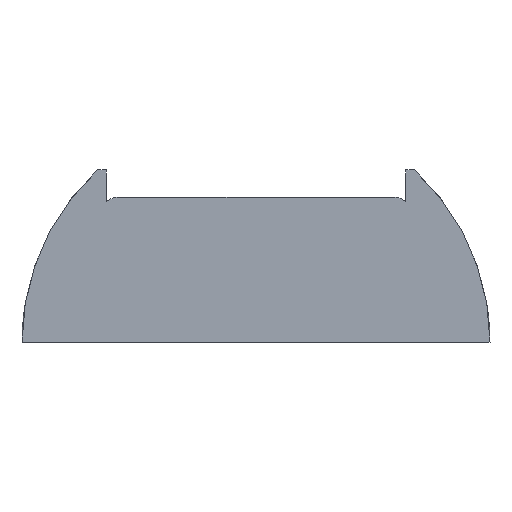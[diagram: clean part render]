
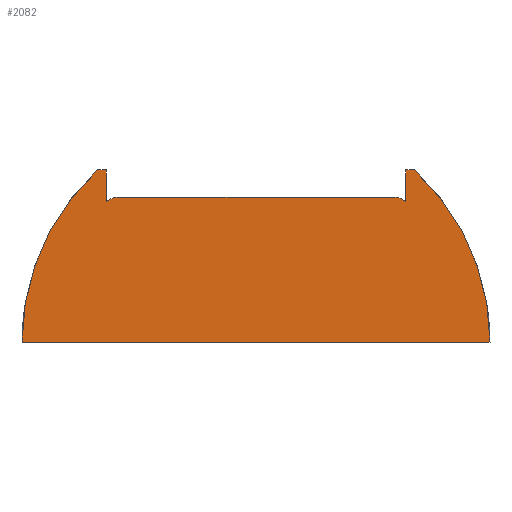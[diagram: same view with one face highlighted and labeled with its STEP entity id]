
A CAD part, front view. The second image highlights one B-rep face of the part: STEP entity #2082.
In plain terms, the highlighted planar face has unit normal (0, -1, 0).
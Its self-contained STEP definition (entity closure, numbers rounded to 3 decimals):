
#196=FACE_OUTER_BOUND('',#312,.T.);
#312=EDGE_LOOP('',(#1912,#1913,#1914,#1915,#1916,#1917,#1918,#1919,#1920,
#1921));
#351=LINE('',#3115,#546);
#354=LINE('',#3121,#549);
#400=LINE('',#3271,#595);
#503=LINE('',#3678,#698);
#505=LINE('',#3682,#700);
#507=LINE('',#3688,#702);
#546=VECTOR('',#2414,10.);
#549=VECTOR('',#2419,10.);
#595=VECTOR('',#2547,10.);
#698=VECTOR('',#2864,10.);
#700=VECTOR('',#2868,10.);
#702=VECTOR('',#2876,10.);
#708=CIRCLE('',#2116,25.825);
#727=CIRCLE('',#2141,2.);
#796=CIRCLE('',#2290,25.825);
#797=CIRCLE('',#2294,2.);
#813=VERTEX_POINT('',#2932);
#814=VERTEX_POINT('',#2934);
#852=VERTEX_POINT('',#3112);
#853=VERTEX_POINT('',#3114);
#854=VERTEX_POINT('',#3118);
#855=VERTEX_POINT('',#3120);
#856=VERTEX_POINT('',#3124);
#906=VERTEX_POINT('',#3270);
#1002=VERTEX_POINT('',#3680);
#1003=VERTEX_POINT('',#3684);
#1025=EDGE_CURVE('',#814,#813,#708,.T.);
#1070=EDGE_CURVE('',#852,#853,#351,.T.);
#1073=EDGE_CURVE('',#855,#854,#354,.T.);
#1075=EDGE_CURVE('',#855,#856,#727,.T.);
#1143=EDGE_CURVE('',#906,#856,#400,.T.);
#1303=EDGE_CURVE('',#813,#853,#503,.T.);
#1305=EDGE_CURVE('',#814,#1002,#505,.T.);
#1306=EDGE_CURVE('',#1003,#1002,#796,.T.);
#1308=EDGE_CURVE('',#854,#1003,#507,.T.);
#1309=EDGE_CURVE('',#906,#852,#797,.T.);
#1912=ORIENTED_EDGE('',*,*,#1070,.F.);
#1913=ORIENTED_EDGE('',*,*,#1309,.F.);
#1914=ORIENTED_EDGE('',*,*,#1143,.T.);
#1915=ORIENTED_EDGE('',*,*,#1075,.F.);
#1916=ORIENTED_EDGE('',*,*,#1073,.T.);
#1917=ORIENTED_EDGE('',*,*,#1308,.T.);
#1918=ORIENTED_EDGE('',*,*,#1306,.T.);
#1919=ORIENTED_EDGE('',*,*,#1305,.F.);
#1920=ORIENTED_EDGE('',*,*,#1025,.T.);
#1921=ORIENTED_EDGE('',*,*,#1303,.T.);
#1977=PLANE('',#2295);
#2082=ADVANCED_FACE('',(#196),#1977,.T.);
#2116=AXIS2_PLACEMENT_3D('',#2935,#2346,#2347);
#2141=AXIS2_PLACEMENT_3D('',#3125,#2423,#2424);
#2290=AXIS2_PLACEMENT_3D('',#3685,#2871,#2872);
#2294=AXIS2_PLACEMENT_3D('',#3691,#2881,#2882);
#2295=AXIS2_PLACEMENT_3D('',#3692,#2883,#2884);
#2346=DIRECTION('center_axis',(0.,-1.,0.));
#2347=DIRECTION('ref_axis',(-1.,0.,0.));
#2414=DIRECTION('',(0.,0.,1.));
#2419=DIRECTION('',(0.,0.,1.));
#2423=DIRECTION('center_axis',(0.,1.,0.));
#2424=DIRECTION('ref_axis',(-0.565,0.,0.825));
#2547=DIRECTION('',(-1.,0.,0.));
#2864=DIRECTION('',(-1.,0.,0.));
#2868=DIRECTION('',(-1.,0.,0.));
#2871=DIRECTION('center_axis',(0.,-1.,0.));
#2872=DIRECTION('ref_axis',(-1.,0.,0.));
#2876=DIRECTION('',(-1.,0.,0.));
#2881=DIRECTION('center_axis',(0.,1.,0.));
#2882=DIRECTION('ref_axis',(0.568,0.,0.823));
#2883=DIRECTION('center_axis',(0.,-1.,0.));
#2884=DIRECTION('ref_axis',(0.,0.,
-1.));
#2932=CARTESIAN_POINT('',(17.491,-19.801,41.783));
#2934=CARTESIAN_POINT('',(25.825,-19.801,22.783));
#2935=CARTESIAN_POINT('Origin',(0.,-19.801,
22.783));
#3112=CARTESIAN_POINT('',(16.533,-19.801,38.262));
#3114=CARTESIAN_POINT('',(16.533,-19.801,41.783));
#3115=CARTESIAN_POINT('',(16.533,-19.801,41.783));
#3118=CARTESIAN_POINT('',(-16.5,-19.801,41.783));
#3120=CARTESIAN_POINT('',(-16.5,-19.801,38.271));
#3121=CARTESIAN_POINT('',(-16.5,-19.801,40.283));
#3124=CARTESIAN_POINT('',(-15.163,-19.801,38.783));
#3125=CARTESIAN_POINT('Origin',(-15.163,-19.801,36.783));
#3270=CARTESIAN_POINT('',(15.186,-19.801,38.783));
#3271=CARTESIAN_POINT('',(1.266,-19.801,38.783));
#3678=CARTESIAN_POINT('',(-3.75,-19.801,41.783));
#3680=CARTESIAN_POINT('',(-25.825,-19.801,22.783));
#3682=CARTESIAN_POINT('',(-14.,-19.801,22.783));
#3684=CARTESIAN_POINT('',(-17.491,-19.801,41.783));
#3685=CARTESIAN_POINT('Origin',(0.,-19.801,
22.783));
#3688=CARTESIAN_POINT('',(-15.745,-19.801,41.783));
#3691=CARTESIAN_POINT('Origin',(15.186,-19.801,36.783));
#3692=CARTESIAN_POINT('Origin',(-14.,-19.801,41.783));
